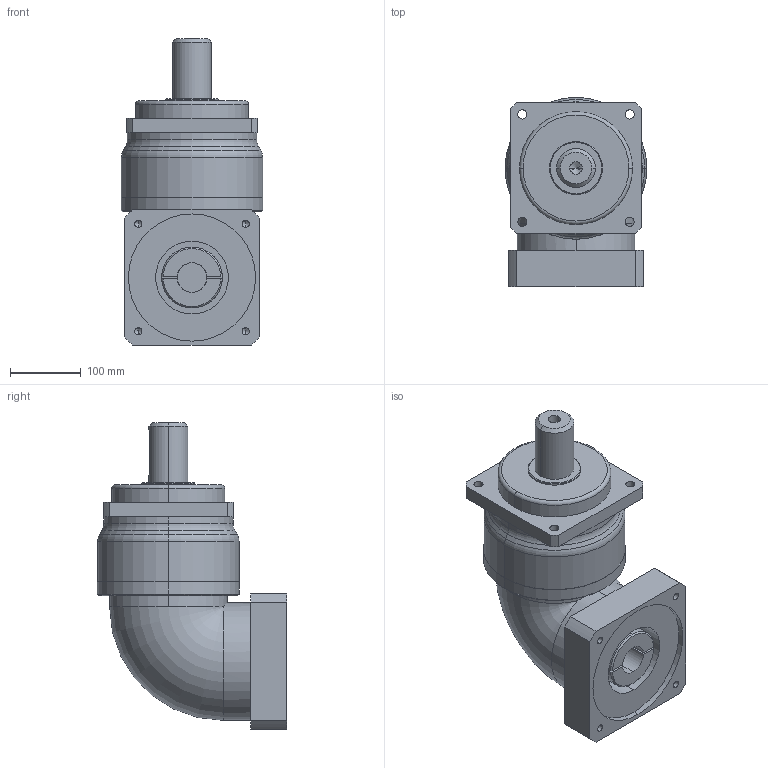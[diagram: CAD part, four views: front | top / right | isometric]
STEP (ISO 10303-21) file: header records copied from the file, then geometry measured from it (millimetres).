
FILE_DESCRIPTION (( 'STEP AP203' ), '1' );
FILE_NAME ('EVS180-L1-42-180-215.STEP', '2022-06-16T04:03:32', ( 'PC' ), ( 'Microsoft' ), 'SwSTEP 2.0', 'SolidWorks 2016', '' );
FILE_SCHEMA (( 'CONFIG_CONTROL_DESIGN' ));
Length unit declared in the file: millimetre
Products named in the file (1): EVS180-L1-42-180-215
Bounding box: 201 x 267.8 x 434.3 mm (x, y, z)
Volume: 9943388.4 mm3; surface area: 417217.6 mm2
Topology: 1 solids, 1 shells, 112 faces, 272 edges, 166 vertices
Faces by surface type: cylinder 53, plane 31, cone 21, torus 7
Entity records: 3403 total; most frequent: CARTESIAN_POINT 648, DIRECTION 610, ORIENTED_EDGE 520, EDGE_CURVE 260, AXIS2_PLACEMENT_3D 246, VERTEX_POINT 166, EDGE_LOOP 136, CIRCLE 133
